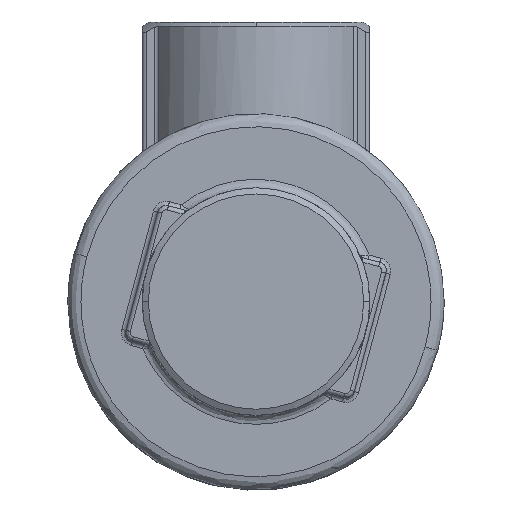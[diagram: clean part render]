
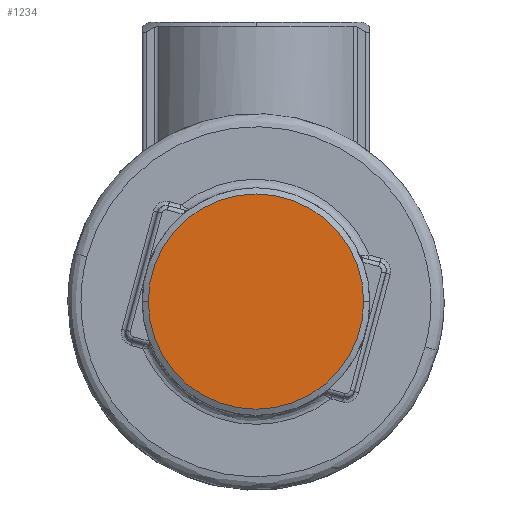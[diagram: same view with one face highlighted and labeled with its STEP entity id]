
A CAD part, top view. The second image highlights one B-rep face of the part: STEP entity #1234.
In plain terms, the highlighted planar face has unit normal (0, 0, 1).
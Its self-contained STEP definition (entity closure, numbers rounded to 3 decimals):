
#1234 = ADVANCED_FACE ( 'NONE', ( #13145 ), #5538, .F. ) ;
#3353 = VERTEX_POINT ( 'NONE', #8303 ) ;
#3423 = DIRECTION ( 'NONE',  ( -1., 0., 0. ) ) ;
#3495 = EDGE_LOOP ( 'NONE', ( #6026, #17597 ) ) ;
#5538 = PLANE ( 'NONE',  #14725 ) ;
#5820 = CIRCLE ( 'NONE', #9981, 12.3 ) ;
#6026 = ORIENTED_EDGE ( 'NONE', *, *, #17651, .T. ) ;
#6903 = DIRECTION ( 'NONE',  ( 0., 0., -1. ) ) ;
#8303 = CARTESIAN_POINT ( 'NONE',  ( -32.519, 0., 60.2 ) ) ;
#8596 = DIRECTION ( 'NONE',  ( 0., -1., 0. ) ) ;
#8704 = VERTEX_POINT ( 'NONE', #14084 ) ;
#9418 = AXIS2_PLACEMENT_3D ( 'NONE', #11456, #15655, #3423 ) ;
#9981 = AXIS2_PLACEMENT_3D ( 'NONE', #16943, #11423, #10111 ) ;
#10111 = DIRECTION ( 'NONE',  ( -1., 0., 0. ) ) ;
#10399 = CIRCLE ( 'NONE', #9418, 12.3 ) ;
#11423 = DIRECTION ( 'NONE',  ( 0., 0., 1. ) ) ;
#11456 = CARTESIAN_POINT ( 'NONE',  ( -20.219, 0., 60.2 ) ) ;
#13145 = FACE_OUTER_BOUND ( 'NONE', #3495, .T. ) ;
#13848 = EDGE_CURVE ( 'NONE', #8704, #3353, #5820, .T. ) ;
#14084 = CARTESIAN_POINT ( 'NONE',  ( -7.919, 0., 60.2 ) ) ;
#14725 = AXIS2_PLACEMENT_3D ( 'NONE', #15127, #6903, #8596 ) ;
#15127 = CARTESIAN_POINT ( 'NONE',  ( -11.404, -15.238, 60.2 ) ) ;
#15655 = DIRECTION ( 'NONE',  ( 0., 0., 1. ) ) ;
#16943 = CARTESIAN_POINT ( 'NONE',  ( -20.219, 0., 60.2 ) ) ;
#17597 = ORIENTED_EDGE ( 'NONE', *, *, #13848, .T. ) ;
#17651 = EDGE_CURVE ( 'NONE', #3353, #8704, #10399, .T. ) ;
